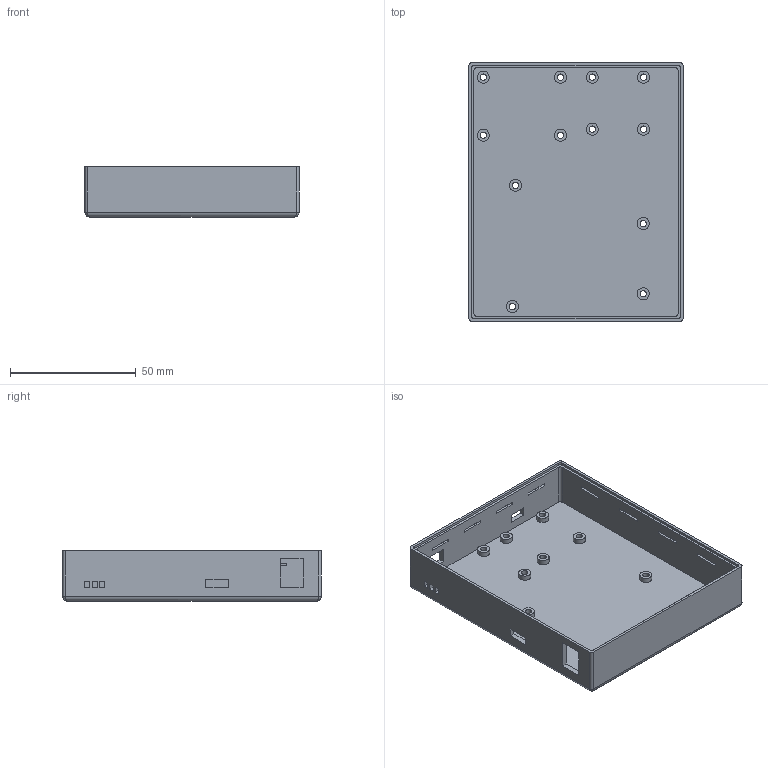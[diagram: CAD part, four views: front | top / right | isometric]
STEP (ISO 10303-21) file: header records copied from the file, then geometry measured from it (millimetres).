
FILE_DESCRIPTION(/* description */ (''),/* implementation_level */ '2;1');
FILE_NAME(/* name */ 'Arduino_ICM_bottom_v5.step',/* time_stamp */ '2025-11-22T23:33:45-05:00',/* author */ (''),/* organization */ (''),/* preprocessor_version */ 'ST-DEVELOPER v20.1',/* originating_system */ 'Autodesk Translation Framework v14.17.0.0',/* authorisation */ '');
FILE_SCHEMA (('AUTOMOTIVE_DESIGN { 1 0 10303 214 3 1 1 }'));
Length unit declared in the file: millimetre
Products named in the file (1): 2025-11-08-18-21-22-799
Bounding box: 85.18 x 102.84 x 20 mm (x, y, z)
Volume: 29730.4 mm3; surface area: 31865.7 mm2
Topology: 1 solids, 1 shells, 160 faces, 388 edges, 252 vertices
Faces by surface type: plane 116, cylinder 40, bspline 4
Full cylindrical faces by diameter (mm): 2.529 x12, 4.8 x12
Entity records: 4832 total; most frequent: CARTESIAN_POINT 913, DIRECTION 778, ORIENTED_EDGE 768, EDGE_CURVE 384, LINE 304, VECTOR 304, VERTEX_POINT 252, AXIS2_PLACEMENT_3D 237
